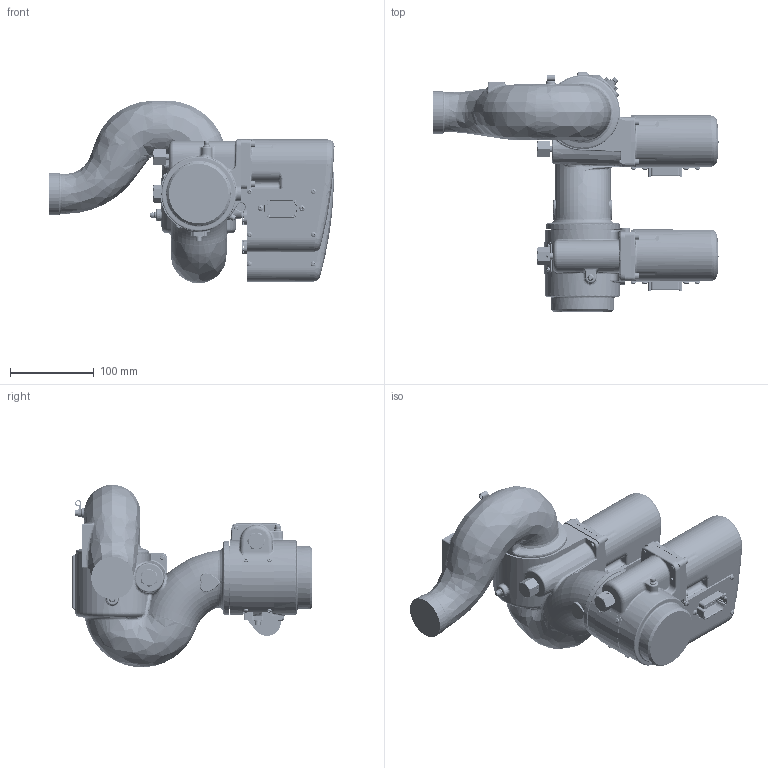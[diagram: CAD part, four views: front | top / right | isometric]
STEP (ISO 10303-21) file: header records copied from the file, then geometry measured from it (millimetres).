
FILE_DESCRIPTION (( 'STEP AP214' ), '1' );
FILE_NAME ('BrushHawk_10-21-19.STEP', '2019-10-21T13:29:42', ( '' ), ( '' ), 'SwSTEP 2.0', 'SolidWorks 2019', '' );
FILE_SCHEMA (( 'AUTOMOTIVE_DESIGN' ));
Length unit declared in the file: millimetre
Products named in the file (1): BrushHawk_10-21-19
Bounding box: 339.57 x 284.83 x 217.21 mm (x, y, z)
Volume: 4012284.9 mm3; surface area: 308977.7 mm2
Topology: 66 solids, 80 shells, 5285 faces, 13596 edges, 8554 vertices
Faces by surface type: cylinder 1905, plane 1585, bspline 947, cone 505, torus 303, sphere 40
Entity records: 227754 total; most frequent: CARTESIAN_POINT 108665, ORIENTED_EDGE 27072, DIRECTION 19724, EDGE_CURVE 13536, VERTEX_POINT 8554, AXIS2_PLACEMENT_3D 7369, EDGE_LOOP 5520, ADVANCED_FACE 5285
